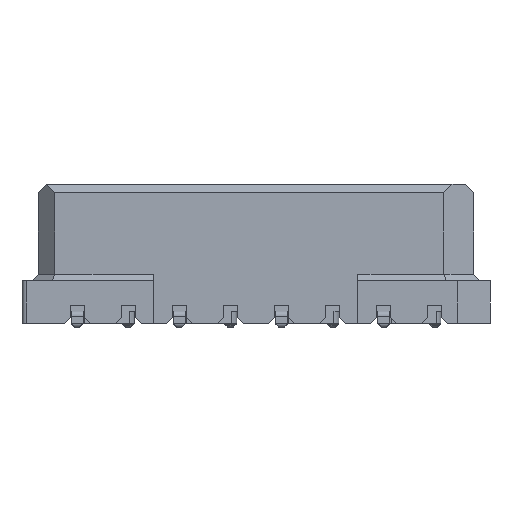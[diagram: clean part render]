
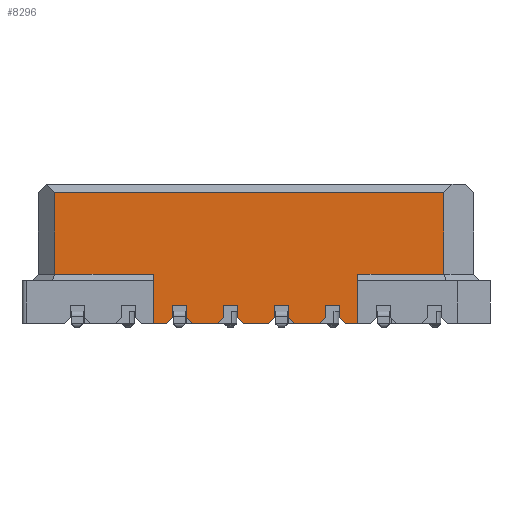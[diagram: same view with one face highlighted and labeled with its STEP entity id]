
A CAD part, front view. The second image highlights one B-rep face of the part: STEP entity #8296.
In plain terms, the highlighted planar face has unit normal (0, -1, 0).
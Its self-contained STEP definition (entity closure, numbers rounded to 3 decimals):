
#307=CARTESIAN_POINT('',(-1.2,-1.,-6.175));
#308=VERTEX_POINT('',#307);
#696=CARTESIAN_POINT('',(-3.2,-1.,-6.175));
#697=VERTEX_POINT('',#696);
#698=CARTESIAN_POINT('',(-1.2,-1.,-6.175));
#699=DIRECTION('',(-1.,0.,0.));
#700=VECTOR('',#699,2.);
#701=LINE('',#698,#700);
#702=EDGE_CURVE('',#308,#697,#701,.T.);
#4954=CARTESIAN_POINT('',(-0.15,-1.,-2.045));
#4955=VERTEX_POINT('',#4954);
#4962=CARTESIAN_POINT('',(0.,-1.,-2.195));
#4963=VERTEX_POINT('',#4962);
#4964=CARTESIAN_POINT('',(-0.15,-1.,-2.045));
#4965=DIRECTION('',(0.707,0.,-0.707));
#4966=VECTOR('',#4965,0.212);
#4967=LINE('',#4964,#4966);
#4968=EDGE_CURVE('',#4955,#4963,#4967,.T.);
#4993=CARTESIAN_POINT('',(-0.45,-1.,-2.045));
#4994=VERTEX_POINT('',#4993);
#5001=CARTESIAN_POINT('',(-0.45,-1.,-2.045));
#5002=DIRECTION('',(1.,0.,0.));
#5003=VECTOR('',#5002,0.3);
#5004=LINE('',#5001,#5003);
#5005=EDGE_CURVE('',#4994,#4955,#5004,.T.);
#5028=CARTESIAN_POINT('',(0.,-1.,-2.805));
#5029=VERTEX_POINT('',#5028);
#5030=CARTESIAN_POINT('',(0.,-1.,-2.195));
#5031=DIRECTION('',(0.,0.,-1.));
#5032=VECTOR('',#5031,0.61);
#5033=LINE('',#5030,#5032);
#5034=EDGE_CURVE('',#4963,#5029,#5033,.T.);
#5050=CARTESIAN_POINT('',(-0.15,-1.,-3.295));
#5051=VERTEX_POINT('',#5050);
#5058=CARTESIAN_POINT('',(0.,-1.,-3.445));
#5059=VERTEX_POINT('',#5058);
#5060=CARTESIAN_POINT('',(-0.15,-1.,-3.295));
#5061=DIRECTION('',(0.707,0.,-0.707));
#5062=VECTOR('',#5061,0.212);
#5063=LINE('',#5060,#5062);
#5064=EDGE_CURVE('',#5051,#5059,#5063,.T.);
#5082=CARTESIAN_POINT('',(-0.45,-1.,-3.295));
#5083=VERTEX_POINT('',#5082);
#5090=CARTESIAN_POINT('',(-0.45,-1.,-3.295));
#5091=DIRECTION('',(1.,0.,0.));
#5092=VECTOR('',#5091,0.3);
#5093=LINE('',#5090,#5092);
#5094=EDGE_CURVE('',#5083,#5051,#5093,.T.);
#5107=CARTESIAN_POINT('',(-0.45,-1.,-2.955));
#5108=VERTEX_POINT('',#5107);
#5115=CARTESIAN_POINT('',(-0.45,-1.,-2.955));
#5116=DIRECTION('',(0.,0.,-1.));
#5117=VECTOR('',#5116,0.34);
#5118=LINE('',#5115,#5117);
#5119=EDGE_CURVE('',#5108,#5083,#5118,.T.);
#5131=CARTESIAN_POINT('',(-0.15,-1.,-2.955));
#5132=VERTEX_POINT('',#5131);
#5139=CARTESIAN_POINT('',(-0.15,-1.,-2.955));
#5140=DIRECTION('',(-1.,0.,0.));
#5141=VECTOR('',#5140,0.3);
#5142=LINE('',#5139,#5141);
#5143=EDGE_CURVE('',#5132,#5108,#5142,.T.);
#5156=CARTESIAN_POINT('',(0.,-1.,-2.805));
#5157=DIRECTION('',(-0.707,0.,-0.707));
#5158=VECTOR('',#5157,0.212);
#5159=LINE('',#5156,#5158);
#5160=EDGE_CURVE('',#5029,#5132,#5159,.T.);
#5183=CARTESIAN_POINT('',(0.,-1.,-3.758));
#5184=VERTEX_POINT('',#5183);
#5185=CARTESIAN_POINT('',(0.,-1.,-3.445));
#5186=DIRECTION('',(0.,0.,-1.));
#5187=VECTOR('',#5186,0.313);
#5188=LINE('',#5185,#5187);
#5189=EDGE_CURVE('',#5059,#5184,#5188,.T.);
#5971=CARTESIAN_POINT('',(-0.45,-1.,-1.705));
#5972=VERTEX_POINT('',#5971);
#5979=CARTESIAN_POINT('',(-0.45,-1.,-1.705));
#5980=DIRECTION('',(0.,0.,-1.));
#5981=VECTOR('',#5980,0.34);
#5982=LINE('',#5979,#5981);
#5983=EDGE_CURVE('',#5972,#4994,#5982,.T.);
#6003=CARTESIAN_POINT('',(-0.15,-1.,-1.705));
#6004=VERTEX_POINT('',#6003);
#6011=CARTESIAN_POINT('',(-0.15,-1.,-1.705));
#6012=DIRECTION('',(-1.,0.,0.));
#6013=VECTOR('',#6012,0.3);
#6014=LINE('',#6011,#6013);
#6015=EDGE_CURVE('',#6004,#5972,#6014,.T.);
#6034=CARTESIAN_POINT('',(0.,-1.,-1.555));
#6035=VERTEX_POINT('',#6034);
#6042=CARTESIAN_POINT('',(0.,-1.,-1.555));
#6043=DIRECTION('',(-0.707,0.,-0.707));
#6044=VECTOR('',#6043,0.212);
#6045=LINE('',#6042,#6044);
#6046=EDGE_CURVE('',#6035,#6004,#6045,.T.);
#6147=CARTESIAN_POINT('',(0.,-1.,-0.945));
#6148=VERTEX_POINT('',#6147);
#6155=CARTESIAN_POINT('',(0.,-1.,-0.945));
#6156=DIRECTION('',(0.,0.,-1.));
#6157=VECTOR('',#6156,0.61);
#6158=LINE('',#6155,#6157);
#6159=EDGE_CURVE('',#6148,#6035,#6158,.T.);
#6172=CARTESIAN_POINT('',(-0.15,-1.,-0.795));
#6173=VERTEX_POINT('',#6172);
#6180=CARTESIAN_POINT('',(-0.15,-1.,-0.795));
#6181=DIRECTION('',(0.707,0.,-0.707));
#6182=VECTOR('',#6181,0.212);
#6183=LINE('',#6180,#6182);
#6184=EDGE_CURVE('',#6173,#6148,#6183,.T.);
#6209=CARTESIAN_POINT('',(-0.45,-1.,-0.795));
#6210=VERTEX_POINT('',#6209);
#6217=CARTESIAN_POINT('',(-0.45,-1.,-0.795));
#6218=DIRECTION('',(1.,0.,0.));
#6219=VECTOR('',#6218,0.3);
#6220=LINE('',#6217,#6219);
#6221=EDGE_CURVE('',#6210,#6173,#6220,.T.);
#6243=CARTESIAN_POINT('',(-0.45,-1.,-0.455));
#6244=VERTEX_POINT('',#6243);
#6251=CARTESIAN_POINT('',(-0.45,-1.,-0.455));
#6252=DIRECTION('',(0.,0.,-1.));
#6253=VECTOR('',#6252,0.34);
#6254=LINE('',#6251,#6253);
#6255=EDGE_CURVE('',#6244,#6210,#6254,.T.);
#6280=CARTESIAN_POINT('',(-0.15,-1.,-0.455));
#6281=VERTEX_POINT('',#6280);
#6288=CARTESIAN_POINT('',(-0.15,-1.,-0.455));
#6289=DIRECTION('',(-1.,0.,0.));
#6290=VECTOR('',#6289,0.3);
#6291=LINE('',#6288,#6290);
#6292=EDGE_CURVE('',#6281,#6244,#6291,.T.);
#6311=CARTESIAN_POINT('',(0.,-1.,-0.305));
#6312=VERTEX_POINT('',#6311);
#6319=CARTESIAN_POINT('',(0.,-1.,-0.305));
#6320=DIRECTION('',(-0.707,0.,-0.707));
#6321=VECTOR('',#6320,0.212);
#6322=LINE('',#6319,#6321);
#6323=EDGE_CURVE('',#6312,#6281,#6322,.T.);
#7670=CARTESIAN_POINT('',(-1.2,-1.,-3.758));
#7671=VERTEX_POINT('',#7670);
#7678=CARTESIAN_POINT('',(-1.2,-1.,-3.758));
#7679=DIRECTION('',(0.,0.,-1.));
#7680=VECTOR('',#7679,2.417);
#7681=LINE('',#7678,#7680);
#7682=EDGE_CURVE('',#7671,#308,#7681,.T.);
#7695=CARTESIAN_POINT('',(0.,-1.,-3.758));
#7696=DIRECTION('',(-1.,0.,0.));
#7697=VECTOR('',#7696,1.2);
#7698=LINE('',#7695,#7697);
#7699=EDGE_CURVE('',#5184,#7671,#7698,.T.);
#8051=CARTESIAN_POINT('',(-3.2,-1.,3.345));
#8052=VERTEX_POINT('',#8051);
#8061=CARTESIAN_POINT('',(-3.2,-1.,-6.175));
#8062=DIRECTION('',(0.,0.,1.));
#8063=VECTOR('',#8062,9.52);
#8064=LINE('',#8061,#8063);
#8065=EDGE_CURVE('',#697,#8052,#8064,.T.);
#8189=CARTESIAN_POINT('',(-0.292,-1.,-0.95));
#8190=DIRECTION('',(0.,0.,-1.));
#8191=DIRECTION('',(0.,-1.,0.));
#8192=AXIS2_PLACEMENT_3D('',#8189,#8191,#8190);
#8193=PLANE('',#8192);
#8194=ORIENTED_EDGE('',*,*,#5189,.F.);
#8195=ORIENTED_EDGE('',*,*,#5064,.F.);
#8196=ORIENTED_EDGE('',*,*,#5094,.F.);
#8197=ORIENTED_EDGE('',*,*,#5119,.F.);
#8198=ORIENTED_EDGE('',*,*,#5143,.F.);
#8199=ORIENTED_EDGE('',*,*,#5160,.F.);
#8200=ORIENTED_EDGE('',*,*,#5034,.F.);
#8201=ORIENTED_EDGE('',*,*,#4968,.F.);
#8202=ORIENTED_EDGE('',*,*,#5005,.F.);
#8203=ORIENTED_EDGE('',*,*,#5983,.F.);
#8204=ORIENTED_EDGE('',*,*,#6015,.F.);
#8205=ORIENTED_EDGE('',*,*,#6046,.F.);
#8206=ORIENTED_EDGE('',*,*,#6159,.F.);
#8207=ORIENTED_EDGE('',*,*,#6184,.F.);
#8208=ORIENTED_EDGE('',*,*,#6221,.F.);
#8209=ORIENTED_EDGE('',*,*,#6255,.F.);
#8210=ORIENTED_EDGE('',*,*,#6292,.F.);
#8211=ORIENTED_EDGE('',*,*,#6323,.F.);
#8212=CARTESIAN_POINT('',(0.,-1.,0.305));
#8213=VERTEX_POINT('',#8212);
#8214=CARTESIAN_POINT('',(0.,-1.,-0.305));
#8215=DIRECTION('',(0.,0.,1.));
#8216=VECTOR('',#8215,0.61);
#8217=LINE('',#8214,#8216);
#8218=EDGE_CURVE('',#6312,#8213,#8217,.T.);
#8219=ORIENTED_EDGE('E734',*,*,#8218,.T.);
#8220=CARTESIAN_POINT('',(-0.15,-1.,0.455));
#8221=VERTEX_POINT('',#8220);
#8222=CARTESIAN_POINT('',(0.,-1.,0.305));
#8223=DIRECTION('',(-0.707,0.,0.707));
#8224=VECTOR('',#8223,0.212);
#8225=LINE('',#8222,#8224);
#8226=EDGE_CURVE('',#8213,#8221,#8225,.T.);
#8227=ORIENTED_EDGE('E735',*,*,#8226,.T.);
#8228=CARTESIAN_POINT('',(-0.45,-1.,0.455));
#8229=VERTEX_POINT('',#8228);
#8230=CARTESIAN_POINT('',(-0.15,-1.,0.455));
#8231=DIRECTION('',(-1.,0.,0.));
#8232=VECTOR('',#8231,0.3);
#8233=LINE('',#8230,#8232);
#8234=EDGE_CURVE('',#8221,#8229,#8233,.T.);
#8235=ORIENTED_EDGE('E736',*,*,#8234,.T.);
#8236=CARTESIAN_POINT('',(-0.45,-1.,0.795));
#8237=VERTEX_POINT('',#8236);
#8238=CARTESIAN_POINT('',(-0.45,-1.,0.455));
#8239=DIRECTION('',(0.,0.,1.));
#8240=VECTOR('',#8239,0.34);
#8241=LINE('',#8238,#8240);
#8242=EDGE_CURVE('',#8229,#8237,#8241,.T.);
#8243=ORIENTED_EDGE('E737',*,*,#8242,.T.);
#8244=CARTESIAN_POINT('',(-0.15,-1.,0.795));
#8245=VERTEX_POINT('',#8244);
#8246=CARTESIAN_POINT('',(-0.45,-1.,0.795));
#8247=DIRECTION('',(1.,0.,0.));
#8248=VECTOR('',#8247,0.3);
#8249=LINE('',#8246,#8248);
#8250=EDGE_CURVE('',#8237,#8245,#8249,.T.);
#8251=ORIENTED_EDGE('E738',*,*,#8250,.T.);
#8252=CARTESIAN_POINT('',(0.,-1.,0.945));
#8253=VERTEX_POINT('',#8252);
#8254=CARTESIAN_POINT('',(-0.15,-1.,0.795));
#8255=DIRECTION('',(0.707,0.,0.707));
#8256=VECTOR('',#8255,0.212);
#8257=LINE('',#8254,#8256);
#8258=EDGE_CURVE('',#8245,#8253,#8257,.T.);
#8259=ORIENTED_EDGE('E739',*,*,#8258,.T.);
#8260=CARTESIAN_POINT('',(0.,-1.,1.242));
#8261=VERTEX_POINT('',#8260);
#8262=CARTESIAN_POINT('',(0.,-1.,0.945));
#8263=DIRECTION('',(0.,0.,1.));
#8264=VECTOR('',#8263,0.297);
#8265=LINE('',#8262,#8264);
#8266=EDGE_CURVE('',#8253,#8261,#8265,.T.);
#8267=ORIENTED_EDGE('E740',*,*,#8266,.T.);
#8268=CARTESIAN_POINT('',(-1.2,-1.,1.242));
#8269=VERTEX_POINT('',#8268);
#8270=CARTESIAN_POINT('',(0.,-1.,1.242));
#8271=DIRECTION('',(-1.,0.,0.));
#8272=VECTOR('',#8271,1.2);
#8273=LINE('',#8270,#8272);
#8274=EDGE_CURVE('',#8261,#8269,#8273,.T.);
#8275=ORIENTED_EDGE('E741',*,*,#8274,.T.);
#8276=CARTESIAN_POINT('',(-1.2,-1.,3.345));
#8277=VERTEX_POINT('',#8276);
#8278=CARTESIAN_POINT('',(-1.2,-1.,1.242));
#8279=DIRECTION('',(0.,0.,1.));
#8280=VECTOR('',#8279,2.103);
#8281=LINE('',#8278,#8280);
#8282=EDGE_CURVE('',#8269,#8277,#8281,.T.);
#8283=ORIENTED_EDGE('E742',*,*,#8282,.T.);
#8284=CARTESIAN_POINT('',(-1.2,-1.,3.345));
#8285=DIRECTION('',(-1.,0.,0.));
#8286=VECTOR('',#8285,2.);
#8287=LINE('',#8284,#8286);
#8288=EDGE_CURVE('',#8277,#8052,#8287,.T.);
#8289=ORIENTED_EDGE('E743',*,*,#8288,.T.);
#8290=ORIENTED_EDGE('E743',*,*,#8065,.F.);
#8291=ORIENTED_EDGE('E743',*,*,#702,.F.);
#8292=ORIENTED_EDGE('E743',*,*,#7682,.F.);
#8293=ORIENTED_EDGE('E743',*,*,#7699,.F.);
#8294=EDGE_LOOP('',(#8194,#8195,#8196,#8197,#8198,#8199,#8200,#8201,#8202,#8203,#8204,#8205,#8206,#8207,#8208,#8209,#8210,#8211,#8219,#8227,#8235,#8243,#8251,#8259,#8267,#8275,#8283,#8289,#8290,#8291,#8292,#8293));
#8295=FACE_OUTER_BOUND('',#8294,.T.);
#8296=ADVANCED_FACE('F248',(#8295),#8193,.T.);
